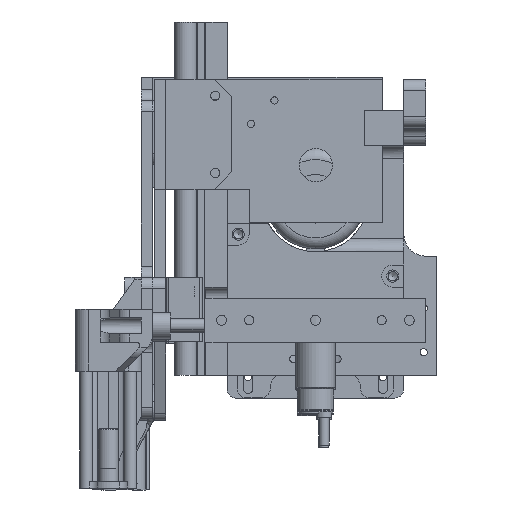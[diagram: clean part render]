
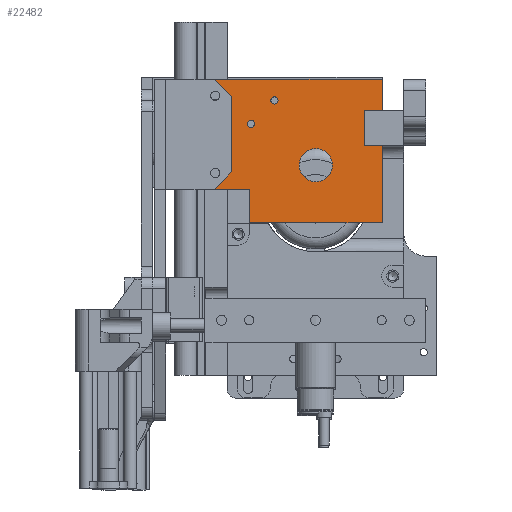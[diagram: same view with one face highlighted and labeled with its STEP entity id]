
A CAD part, front view. The second image highlights one B-rep face of the part: STEP entity #22482.
In plain terms, the highlighted planar face has unit normal (0, -1, 0).
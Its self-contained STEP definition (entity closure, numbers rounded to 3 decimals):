
#1595=FACE_BOUND('',#4132,.T.);
#1596=FACE_BOUND('',#4133,.T.);
#1597=FACE_BOUND('',#4134,.T.);
#1598=FACE_BOUND('',#4135,.T.);
#1599=FACE_BOUND('',#4136,.T.);
#2666=FACE_OUTER_BOUND('',#4131,.T.);
#4131=EDGE_LOOP('',(#20021,#20022,#20023,#20024,#20025,#20026));
#4132=EDGE_LOOP('',(#20027));
#4133=EDGE_LOOP('',(#20028));
#4134=EDGE_LOOP('',(#20029));
#4135=EDGE_LOOP('',(#20030));
#4136=EDGE_LOOP('',(#20031));
#5196=CIRCLE('',#25240,1.621);
#5198=CIRCLE('',#25243,1.621);
#5200=CIRCLE('',#25246,2.75);
#5201=CIRCLE('',#25247,2.75);
#5202=CIRCLE('',#25248,7.5);
#7079=LINE('',#41229,#9066);
#7080=LINE('',#41231,#9067);
#7081=LINE('',#41233,#9068);
#7082=LINE('',#41235,#9069);
#7083=LINE('',#41237,#9070);
#7084=LINE('',#41238,#9071);
#9066=VECTOR('',#31326,23.);
#9067=VECTOR('',#31327,15.);
#9068=VECTOR('',#31328,60.);
#9069=VECTOR('',#31329,65.);
#9070=VECTOR('',#31330,83.);
#9071=VECTOR('',#31331,50.);
#11120=VERTEX_POINT('',#41215);
#11122=VERTEX_POINT('',#41221);
#11124=VERTEX_POINT('',#41227);
#11125=VERTEX_POINT('',#41228);
#11126=VERTEX_POINT('',#41230);
#11127=VERTEX_POINT('',#41232);
#11128=VERTEX_POINT('',#41234);
#11129=VERTEX_POINT('',#41236);
#11130=VERTEX_POINT('',#41239);
#11131=VERTEX_POINT('',#41241);
#11132=VERTEX_POINT('',#41243);
#14126=EDGE_CURVE('',#11120,#11120,#5196,.T.);
#14129=EDGE_CURVE('',#11122,#11122,#5198,.T.);
#14132=EDGE_CURVE('',#11124,#11125,#7079,.T.);
#14133=EDGE_CURVE('',#11126,#11125,#7080,.T.);
#14134=EDGE_CURVE('',#11127,#11126,#7081,.T.);
#14135=EDGE_CURVE('',#11128,#11127,#7082,.T.);
#14136=EDGE_CURVE('',#11129,#11128,#7083,.T.);
#14137=EDGE_CURVE('',#11124,#11129,#7084,.T.);
#14138=EDGE_CURVE('',#11130,#11130,#5200,.T.);
#14139=EDGE_CURVE('',#11131,#11131,#5201,.T.);
#14140=EDGE_CURVE('',#11132,#11132,#5202,.T.);
#20021=ORIENTED_EDGE('',*,*,#14132,.T.);
#20022=ORIENTED_EDGE('',*,*,#14133,.F.);
#20023=ORIENTED_EDGE('',*,*,#14134,.F.);
#20024=ORIENTED_EDGE('',*,*,#14135,.F.);
#20025=ORIENTED_EDGE('',*,*,#14136,.F.);
#20026=ORIENTED_EDGE('',*,*,#14137,.F.);
#20027=ORIENTED_EDGE('',*,*,#14126,.T.);
#20028=ORIENTED_EDGE('',*,*,#14129,.T.);
#20029=ORIENTED_EDGE('',*,*,#14138,.T.);
#20030=ORIENTED_EDGE('',*,*,#14139,.T.);
#20031=ORIENTED_EDGE('',*,*,#14140,.T.);
#21363=PLANE('',#25245);
#22482=ADVANCED_FACE('',(#2666,#1595,#1596,#1597,#1598,#1599),#21363,.F.);
#25240=AXIS2_PLACEMENT_3D('',#41216,#31312,#31313);
#25243=AXIS2_PLACEMENT_3D('',#41222,#31319,#31320);
#25245=AXIS2_PLACEMENT_3D('',#41226,#31324,#31325);
#25246=AXIS2_PLACEMENT_3D('',#41240,#31332,#31333);
#25247=AXIS2_PLACEMENT_3D('',#41242,#31334,#31335);
#25248=AXIS2_PLACEMENT_3D('',#41244,#31336,#31337);
#31312=DIRECTION('center_axis',(0.,1.,0.));
#31313=DIRECTION('ref_axis',(1.,0.,0.));
#31319=DIRECTION('center_axis',(0.,1.,0.));
#31320=DIRECTION('ref_axis',(1.,0.,0.));
#31324=DIRECTION('center_axis',(0.,1.,0.));
#31325=DIRECTION('ref_axis',(0.,0.,1.));
#31326=DIRECTION('',(1.,0.,0.));
#31327=DIRECTION('',(0.,0.,1.));
#31328=DIRECTION('',(-1.,0.,0.));
#31329=DIRECTION('',(0.,0.,-1.));
#31330=DIRECTION('',(1.,0.,0.));
#31331=DIRECTION('',(0.,0.,1.));
#31332=DIRECTION('center_axis',(0.,1.,0.));
#31333=DIRECTION('ref_axis',(1.,0.,0.));
#31334=DIRECTION('center_axis',(0.,1.,0.));
#31335=DIRECTION('ref_axis',(1.,0.,0.));
#31336=DIRECTION('center_axis',(0.,1.,0.));
#31337=DIRECTION('ref_axis',(0.,0.,-1.));
#41215=CARTESIAN_POINT('',(22.034,0.,44.738));
#41216=CARTESIAN_POINT('Origin',(23.655,0.,44.738));
#41221=CARTESIAN_POINT('',(32.641,0.,55.345));
#41222=CARTESIAN_POINT('Origin',(34.262,0.,55.345));
#41226=CARTESIAN_POINT('Origin',(0.,0.,0.));
#41227=CARTESIAN_POINT('',(0.,0.,15.));
#41228=CARTESIAN_POINT('',(23.,0.,15.));
#41229=CARTESIAN_POINT('',(0.,0.,15.));
#41230=CARTESIAN_POINT('',(23.,0.,0.));
#41231=CARTESIAN_POINT('',(23.,0.,0.));
#41232=CARTESIAN_POINT('',(83.,0.,0.));
#41233=CARTESIAN_POINT('',(83.,0.,0.));
#41234=CARTESIAN_POINT('',(83.,0.,65.));
#41235=CARTESIAN_POINT('',(83.,0.,65.));
#41236=CARTESIAN_POINT('',(0.,0.,65.));
#41237=CARTESIAN_POINT('',(0.,0.,65.));
#41238=CARTESIAN_POINT('',(0.,0.,15.));
#41239=CARTESIAN_POINT('',(4.75,0.,57.5));
#41240=CARTESIAN_POINT('Origin',(7.5,0.,57.5));
#41241=CARTESIAN_POINT('',(4.75,0.,22.5));
#41242=CARTESIAN_POINT('Origin',(7.5,0.,22.5));
#41243=CARTESIAN_POINT('',(53.,0.,33.5));
#41244=CARTESIAN_POINT('Origin',(53.,0.,26.));
